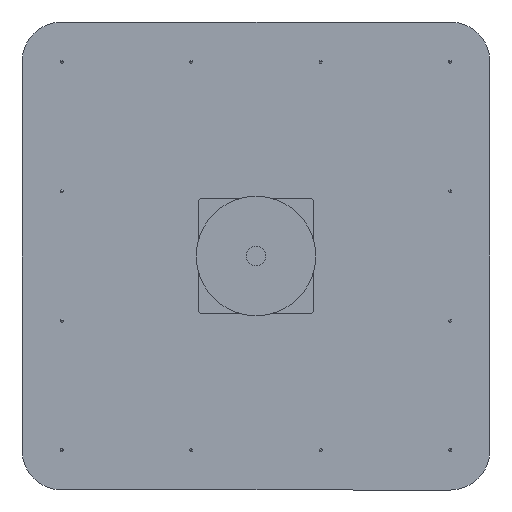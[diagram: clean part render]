
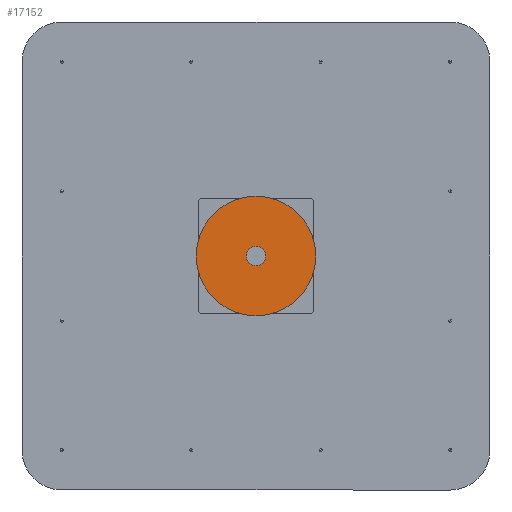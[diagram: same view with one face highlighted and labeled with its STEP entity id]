
A CAD part, front view. The second image highlights one B-rep face of the part: STEP entity #17152.
In plain terms, the highlighted face is planar.
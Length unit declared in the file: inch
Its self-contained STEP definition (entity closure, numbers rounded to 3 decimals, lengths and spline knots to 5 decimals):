
#95 = DIRECTION ( 'NONE',  ( 0., 0., -1. ) ) ;
#141 = VECTOR ( 'NONE', #20433, 39.37008 ) ;
#432 = ORIENTED_EDGE ( 'NONE', *, *, #22174, .F. ) ;
#776 = LINE ( 'NONE', #18412, #141 ) ;
#969 = LINE ( 'NONE', #1155, #6919 ) ;
#1155 = CARTESIAN_POINT ( 'NONE',  ( 0.0775, 0.11811, -0.14 ) ) ;
#1608 = AXIS2_PLACEMENT_3D ( 'NONE', #13938, #2032, #15911 ) ;
#2032 = DIRECTION ( 'NONE',  ( 0., 1., 0. ) ) ;
#2404 = DIRECTION ( 'NONE',  ( 0., 0., 1. ) ) ;
#2483 = FACE_BOUND ( 'NONE', #12546, .T. ) ;
#2539 = CIRCLE ( 'NONE', #20725, 3. ) ;
#3432 = DIRECTION ( 'NONE',  ( 0., 1., 0. ) ) ;
#4220 = CARTESIAN_POINT ( 'NONE',  ( 0., 0.11811, 3. ) ) ;
#6919 = VECTOR ( 'NONE', #20963, 39.37008 ) ;
#7474 = ORIENTED_EDGE ( 'NONE', *, *, #14942, .F. ) ;
#7477 = CARTESIAN_POINT ( 'NONE',  ( -0.0775, 0.11811, -0.0775 ) ) ;
#7499 = VECTOR ( 'NONE', #24401, 39.37008 ) ;
#7532 = CIRCLE ( 'NONE', #8222, 3. ) ;
#7818 = FACE_OUTER_BOUND ( 'NONE', #22882, .T. ) ;
#8130 = LINE ( 'NONE', #20392, #7499 ) ;
#8222 = AXIS2_PLACEMENT_3D ( 'NONE', #21867, #9968, #23870 ) ;
#8358 = VERTEX_POINT ( 'NONE', #4220 ) ;
#9067 = CARTESIAN_POINT ( 'NONE',  ( -0.0775, 0.11811, 0.0775 ) ) ;
#9401 = ORIENTED_EDGE ( 'NONE', *, *, #15862, .T. ) ;
#9453 = DIRECTION ( 'NONE',  ( 0., 0., 1. ) ) ;
#9509 = VERTEX_POINT ( 'NONE', #22471 ) ;
#9686 = AXIS2_PLACEMENT_3D ( 'NONE', #9067, #22964, #11070 ) ;
#9934 = EDGE_CURVE ( 'NONE', #9509, #24696, #776, .T. ) ;
#9968 = DIRECTION ( 'NONE',  ( 0., 1., 0. ) ) ;
#10138 = VERTEX_POINT ( 'NONE', #19021 ) ;
#10236 = ORIENTED_EDGE ( 'NONE', *, *, #20954, .F. ) ;
#11070 = DIRECTION ( 'NONE',  ( 0., 0., -1. ) ) ;
#11569 = EDGE_CURVE ( 'NONE', #24696, #12881, #14987, .T. ) ;
#12062 = DIRECTION ( 'NONE',  ( 0., 1., 0. ) ) ;
#12345 = PLANE ( 'NONE',  #22260 ) ;
#12546 = EDGE_LOOP ( 'NONE', ( #10236, #432, #22833, #14669, #24799, #24420, #17771, #7474 ) ) ;
#12881 = VERTEX_POINT ( 'NONE', #14036 ) ;
#13113 = CIRCLE ( 'NONE', #18026, 0.0625 ) ;
#13827 = VERTEX_POINT ( 'NONE', #22004 ) ;
#13938 = CARTESIAN_POINT ( 'NONE',  ( 0.0775, 0.11811, -0.0775 ) ) ;
#14036 = CARTESIAN_POINT ( 'NONE',  ( 0.0775, 0.11811, -0.14 ) ) ;
#14305 = DIRECTION ( 'NONE',  ( 0., 1., 0. ) ) ;
#14669 = ORIENTED_EDGE ( 'NONE', *, *, #15881, .F. ) ;
#14942 = EDGE_CURVE ( 'NONE', #10138, #9509, #24215, .T. ) ;
#14987 = CIRCLE ( 'NONE', #1608, 0.0625 ) ;
#15327 = CARTESIAN_POINT ( 'NONE',  ( 0., 0.11811, 0. ) ) ;
#15627 = VERTEX_POINT ( 'NONE', #24783 ) ;
#15687 = VERTEX_POINT ( 'NONE', #16993 ) ;
#15757 = CARTESIAN_POINT ( 'NONE',  ( 0.0775, 0.11811, 0.14 ) ) ;
#15862 = EDGE_CURVE ( 'NONE', #8358, #15687, #2539, .T. ) ;
#15881 = EDGE_CURVE ( 'NONE', #13827, #15627, #13113, .T. ) ;
#15911 = DIRECTION ( 'NONE',  ( 0., 0., -1. ) ) ;
#16436 = EDGE_CURVE ( 'NONE', #12881, #13827, #969, .T. ) ;
#16944 = CARTESIAN_POINT ( 'NONE',  ( -0.0775, 0.11811, 0.14 ) ) ;
#16993 = CARTESIAN_POINT ( 'NONE',  ( 0., 0.11811, -3. ) ) ;
#17152 = ADVANCED_FACE ( 'NONE', ( #7818, #2483 ), #12345, .T. ) ;
#17301 = DIRECTION ( 'NONE',  ( 0., 0., 1. ) ) ;
#17478 = EDGE_CURVE ( 'NONE', #15627, #17942, #8130, .T. ) ;
#17771 = ORIENTED_EDGE ( 'NONE', *, *, #9934, .F. ) ;
#17942 = VERTEX_POINT ( 'NONE', #18610 ) ;
#18026 = AXIS2_PLACEMENT_3D ( 'NONE', #7477, #21361, #9453 ) ;
#18099 = VECTOR ( 'NONE', #21780, 39.37008 ) ;
#18412 = CARTESIAN_POINT ( 'NONE',  ( 0.14, 0.11811, -0.0775 ) ) ;
#18610 = CARTESIAN_POINT ( 'NONE',  ( -0.14, 0.11811, 0.0775 ) ) ;
#19021 = CARTESIAN_POINT ( 'NONE',  ( 0.0775, 0.11811, 0.14 ) ) ;
#19475 = VERTEX_POINT ( 'NONE', #16944 ) ;
#20392 = CARTESIAN_POINT ( 'NONE',  ( -0.14, 0.11811, -0.0775 ) ) ;
#20433 = DIRECTION ( 'NONE',  ( 0., 0., -1. ) ) ;
#20725 = AXIS2_PLACEMENT_3D ( 'NONE', #15327, #3432, #17301 ) ;
#20954 = EDGE_CURVE ( 'NONE', #19475, #10138, #23437, .T. ) ;
#20963 = DIRECTION ( 'NONE',  ( -1., 0., 0. ) ) ;
#21361 = DIRECTION ( 'NONE',  ( 0., 1., 0. ) ) ;
#21780 = DIRECTION ( 'NONE',  ( 1., 0., 0. ) ) ;
#21867 = CARTESIAN_POINT ( 'NONE',  ( 0., 0.11811, 0. ) ) ;
#22004 = CARTESIAN_POINT ( 'NONE',  ( -0.0775, 0.11811, -0.14 ) ) ;
#22174 = EDGE_CURVE ( 'NONE', #17942, #19475, #22767, .T. ) ;
#22237 = CARTESIAN_POINT ( 'NONE',  ( 0., 0.11811, 0. ) ) ;
#22260 = AXIS2_PLACEMENT_3D ( 'NONE', #22237, #14305, #2404 ) ;
#22471 = CARTESIAN_POINT ( 'NONE',  ( 0.14, 0.11811, 0.0775 ) ) ;
#22717 = AXIS2_PLACEMENT_3D ( 'NONE', #23939, #12062, #95 ) ;
#22767 = CIRCLE ( 'NONE', #9686, 0.0625 ) ;
#22833 = ORIENTED_EDGE ( 'NONE', *, *, #17478, .F. ) ;
#22882 = EDGE_LOOP ( 'NONE', ( #24061, #9401 ) ) ;
#22949 = EDGE_CURVE ( 'NONE', #15687, #8358, #7532, .T. ) ;
#22964 = DIRECTION ( 'NONE',  ( 0., 1., 0. ) ) ;
#23236 = CARTESIAN_POINT ( 'NONE',  ( 0.14, 0.11811, -0.0775 ) ) ;
#23437 = LINE ( 'NONE', #15757, #18099 ) ;
#23870 = DIRECTION ( 'NONE',  ( 0., 0., 1. ) ) ;
#23939 = CARTESIAN_POINT ( 'NONE',  ( 0.0775, 0.11811, 0.0775 ) ) ;
#24061 = ORIENTED_EDGE ( 'NONE', *, *, #22949, .T. ) ;
#24215 = CIRCLE ( 'NONE', #22717, 0.0625 ) ;
#24401 = DIRECTION ( 'NONE',  ( 0., 0., 1. ) ) ;
#24420 = ORIENTED_EDGE ( 'NONE', *, *, #11569, .F. ) ;
#24696 = VERTEX_POINT ( 'NONE', #23236 ) ;
#24783 = CARTESIAN_POINT ( 'NONE',  ( -0.14, 0.11811, -0.0775 ) ) ;
#24799 = ORIENTED_EDGE ( 'NONE', *, *, #16436, .F. ) ;
